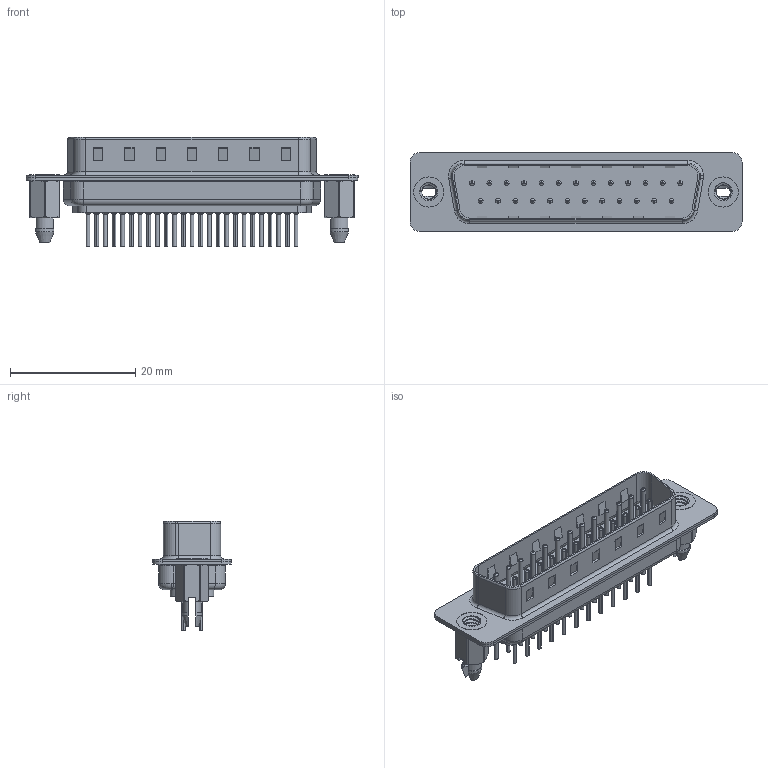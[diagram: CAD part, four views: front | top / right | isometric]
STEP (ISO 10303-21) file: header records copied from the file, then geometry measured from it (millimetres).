
FILE_DESCRIPTION (( 'STEP AP203' ), '1' );
FILE_NAME ('MHDD-25MNS-E1.STEP', '2025-11-12T20:52:29', ( '' ), ( '' ), 'SwSTEP 2.0', 'SolidWorks 2023', '' );
FILE_SCHEMA (( 'CONFIG_CONTROL_DESIGN' ));
Length unit declared in the file: millimetre
Products named in the file (7): MHDD Contact Row 1_20L; MHDD 4-40 Threaded Boardlock_LP; MHDD Housing_25 LP; MHDD Shell Rear_25 Contacts; MHDD Contact Row 2_20L; MHDD-25MNS-E1; MHDD Shell Front_25 Contacts
Assembly tree (30 placements, depth 2):
  MHDD-25MNS-E1
    MHDD Housing_25 LP
    MHDD Shell Front_25 Contacts
    MHDD Shell Rear_25 Contacts
    MHDD Contact Row 1_20L  x13
    MHDD Contact Row 2_20L  x12
    MHDD 4-40 Threaded Boardlock_LP  x2
Bounding box: 53.04 x 12.55 x 17.42 mm (x, y, z)
Volume: 2673.4 mm3; surface area: 7938.7 mm2
Topology: 30 solids, 30 shells, 2900 faces, 7616 edges, 4735 vertices
Faces by surface type: cylinder 1094, plane 803, torus 731, cone 266, bspline 6
Entity records: 26267 total; most frequent: CARTESIAN_POINT 5952, DIRECTION 4196, ORIENTED_EDGE 3826, EDGE_CURVE 1913, AXIS2_PLACEMENT_3D 1648, VERTEX_POINT 1223, EDGE_LOOP 910, VECTOR 900
